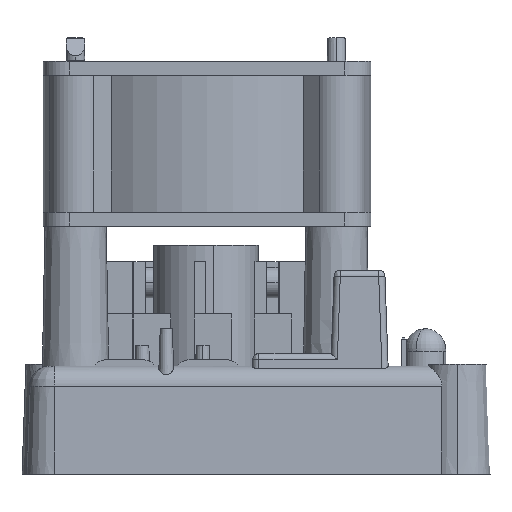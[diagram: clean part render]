
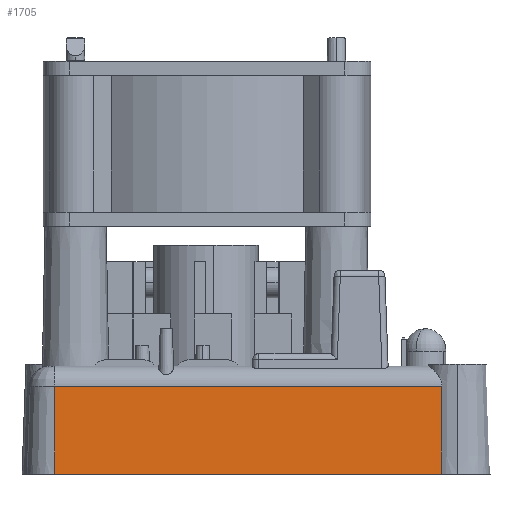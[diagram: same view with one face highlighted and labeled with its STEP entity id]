
A CAD part, left-side view. The second image highlights one B-rep face of the part: STEP entity #1705.
In plain terms, the highlighted planar face has unit normal (-0.999, 0, 0.035).
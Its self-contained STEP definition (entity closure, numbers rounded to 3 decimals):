
#102 = CARTESIAN_POINT ( 'NONE',  ( -52.927, 19.558, -0.535 ) ) ;
#111 = PLANE ( 'NONE',  #7808 ) ;
#117 = DIRECTION ( 'NONE',  ( -0.999, 0., 0.035 ) ) ;
#121 = DIRECTION ( 'NONE',  ( 0.035, 0., 0.999 ) ) ;
#1503 = VERTEX_POINT ( 'NONE', #8658 ) ;
#1519 = VERTEX_POINT ( 'NONE', #8790 ) ;
#1705 = ADVANCED_FACE ( 'NONE', ( #9298 ), #111, .T. ) ;
#2108 = CARTESIAN_POINT ( 'NONE',  ( -52.776, -29.871, 3.775 ) ) ;
#2113 = CARTESIAN_POINT ( 'NONE',  ( -52.615, -29.915, 8.396 ) ) ;
#2171 = CARTESIAN_POINT ( 'NONE',  ( -52.695, -29.893, 6.086 ) ) ;
#2254 = CARTESIAN_POINT ( 'NONE',  ( -52.534, -29.938, 10.706 ) ) ;
#2265 = CARTESIAN_POINT ( 'NONE',  ( -52.864, -29.847, 1.258 ) ) ;
#2272 = CARTESIAN_POINT ( 'NONE',  ( -52.908, -29.835, 0. ) ) ;
#2277 = CARTESIAN_POINT ( 'NONE',  ( -52.82, -29.859, 2.517 ) ) ;
#2793 = ORIENTED_EDGE ( 'NONE', *, *, #5187, .F. ) ;
#2886 = ORIENTED_EDGE ( 'NONE', *, *, #5188, .T. ) ;
#3021 = ORIENTED_EDGE ( 'NONE', *, *, #6855, .F. ) ;
#4756 = ORIENTED_EDGE ( 'NONE', *, *, #5186, .T. ) ;
#5101 = VERTEX_POINT ( 'NONE', #12476 ) ;
#5186 = EDGE_CURVE ( 'NONE', #5101, #1503, #9984, .T. ) ;
#5187 = EDGE_CURVE ( 'NONE', #19659, #1519, #9980, .T. ) ;
#5188 = EDGE_CURVE ( 'NONE', #19659, #5101, #9986, .T. ) ;
#6617 = EDGE_LOOP ( 'NONE', ( #2793, #2886, #4756, #3021 ) ) ;
#6855 = EDGE_CURVE ( 'NONE', #1519, #1503, #10588, .T. ) ;
#7808 = AXIS2_PLACEMENT_3D ( 'NONE', #102, #117, #121 ) ;
#8658 = CARTESIAN_POINT ( 'NONE',  ( -52.908, -29.835, 0. ) ) ;
#8790 = CARTESIAN_POINT ( 'NONE',  ( -52.534, -29.938, 10.706 ) ) ;
#9298 = FACE_OUTER_BOUND ( 'NONE', #6617, .T. ) ;
#9980 = LINE ( 'NONE', #12282, #9989 ) ;
#9984 = LINE ( 'NONE', #12302, #9987 ) ;
#9986 = LINE ( 'NONE', #12283, #9991 ) ;
#9987 = VECTOR ( 'NONE', #12301, 1000. ) ;
#9989 = VECTOR ( 'NONE', #12304, 1000. ) ;
#9991 = VECTOR ( 'NONE', #12305, 1000. ) ;
#10588 = B_SPLINE_CURVE_WITH_KNOTS ( 'NONE', 3,
 ( #2254, #2113, #2171, #2108, #2277, #2265, #2272 ),
 .UNSPECIFIED., .F., .F.,
 ( 4, 3, 4 ),
 ( 0., 0.007, 0.011 ),
 .UNSPECIFIED. ) ;
#12282 = CARTESIAN_POINT ( 'NONE',  ( -52.534, -32.295, 10.706 ) ) ;
#12283 = CARTESIAN_POINT ( 'NONE',  ( -52.927, 17.201, -0.535 ) ) ;
#12301 = DIRECTION ( 'NONE',  ( 0., -1., 0. ) ) ;
#12302 = CARTESIAN_POINT ( 'NONE',  ( -52.908, -35.784, 0. ) ) ;
#12304 = DIRECTION ( 'NONE',  ( 0., -1., 0. ) ) ;
#12305 = DIRECTION ( 'NONE',  ( -0.035, 0., -0.999 ) ) ;
#12476 = CARTESIAN_POINT ( 'NONE',  ( -52.908, 17.201, 0. ) ) ;
#17389 = CARTESIAN_POINT ( 'NONE',  ( -52.534, 17.201, 10.706 ) ) ;
#19659 = VERTEX_POINT ( 'NONE', #17389 ) ;
